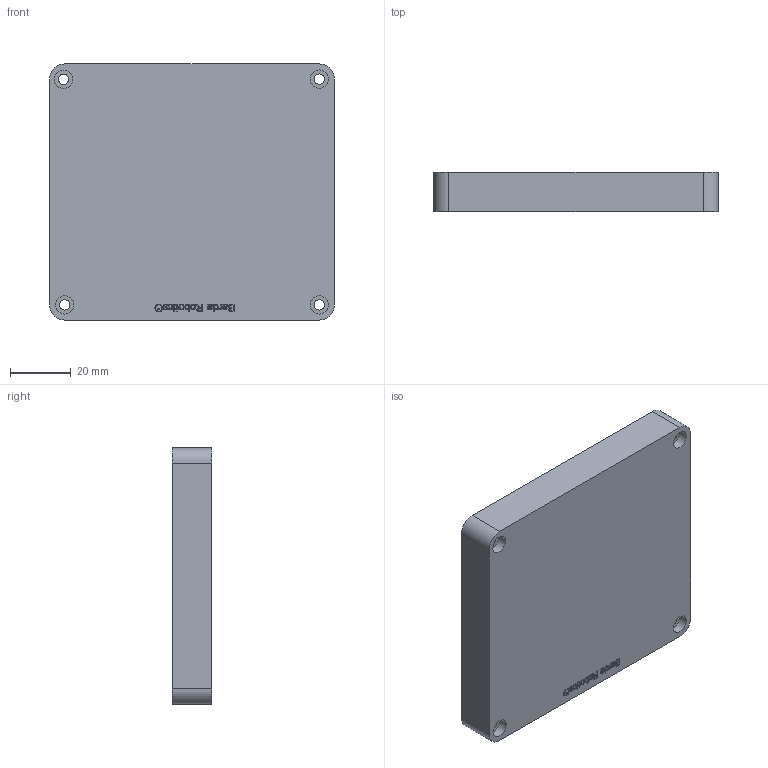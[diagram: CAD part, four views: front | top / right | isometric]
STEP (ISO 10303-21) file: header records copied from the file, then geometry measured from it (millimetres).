
FILE_DESCRIPTION(/* description */ (''),/* implementation_level */ '2;1');
FILE_NAME(/* name */ 'Gonza''s Macropad base.step',/* time_stamp */ '2026-01-25T22:21:52-03:00',/* author */ (''),/* organization */ (''),/* preprocessor_version */ 'ST-DEVELOPER v20.1',/* originating_system */ 'Autodesk Translation Framework v14.21.0.0',/* authorisation */ '');
FILE_SCHEMA (('AUTOMOTIVE_DESIGN { 1 0 10303 214 3 1 1 }'));
Length unit declared in the file: millimetre
Products named in the file (2): 2025-12-21-16-35-56-540; 2025-12-21-16-36-43-774
Assembly tree (1 placements, depth 2):
  2025-12-21-16-35-56-540
    2025-12-21-16-36-43-774
Bounding box: 94.1 x 13 x 84.6 mm (x, y, z)
Volume: 51914.1 mm3; surface area: 23706.7 mm2
Topology: 1 solids, 1 shells, 392 faces, 1080 edges, 720 vertices
Faces by surface type: bspline 265, plane 115, cylinder 12
Full cylindrical faces by diameter (mm): 3.4 x4, 6 x4
Entity records: 14947 total; most frequent: CARTESIAN_POINT 6700, ORIENTED_EDGE 2160, EDGE_CURVE 1080, DIRECTION 834, VERTEX_POINT 720, B_SPLINE_CURVE_WITH_KNOTS 530, LINE 526, VECTOR 526
